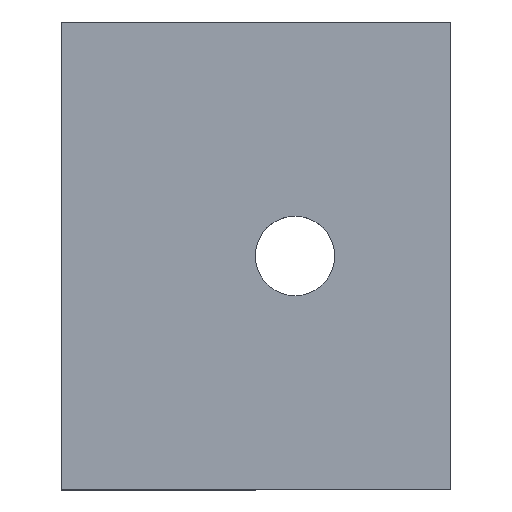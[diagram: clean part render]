
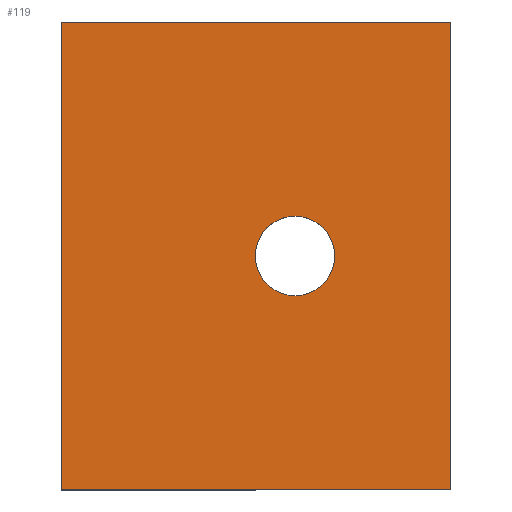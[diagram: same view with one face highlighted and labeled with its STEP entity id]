
A CAD part, top view. The second image highlights one B-rep face of the part: STEP entity #119.
In plain terms, the highlighted planar face has unit normal (0, 0, 1).
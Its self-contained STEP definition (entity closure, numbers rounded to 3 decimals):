
#3 = VECTOR ( 'NONE', #51, 1000. ) ;
#15 = ORIENTED_EDGE ( 'NONE', *, *, #90, .F. ) ;
#32 = DIRECTION ( 'NONE',  ( 0., 1., 0. ) ) ;
#36 = CARTESIAN_POINT ( 'NONE',  ( -25., -30., 10. ) ) ;
#40 = DIRECTION ( 'NONE',  ( -1., 0., 0. ) ) ;
#45 = LINE ( 'NONE', #53, #3 ) ;
#50 = CARTESIAN_POINT ( 'NONE',  ( 25., 30., 10. ) ) ;
#51 = DIRECTION ( 'NONE',  ( 0., 1., 0. ) ) ;
#53 = CARTESIAN_POINT ( 'NONE',  ( 25., -30., 10. ) ) ;
#84 = VERTEX_POINT ( 'NONE', #50 ) ;
#89 = ORIENTED_EDGE ( 'NONE', *, *, #622, .F. ) ;
#90 = EDGE_CURVE ( 'NONE', #128, #193, #240, .T. ) ;
#106 = DIRECTION ( 'NONE',  ( 0., 0., 1. ) ) ;
#108 = CARTESIAN_POINT ( 'NONE',  ( 25., -30., 10. ) ) ;
#110 = CARTESIAN_POINT ( 'NONE',  ( 25., -30., 10. ) ) ;
#117 = CARTESIAN_POINT ( 'NONE',  ( -25., -30., 10. ) ) ;
#119 = ADVANCED_FACE ( 'NONE', ( #194, #356 ), #284, .T. ) ;
#120 = CARTESIAN_POINT ( 'NONE',  ( 10.1, 0., 10. ) ) ;
#128 = VERTEX_POINT ( 'NONE', #110 ) ;
#157 = EDGE_CURVE ( 'NONE', #128, #84, #45, .T. ) ;
#169 = CARTESIAN_POINT ( 'NONE',  ( 25., 30., 10. ) ) ;
#179 = DIRECTION ( 'NONE',  ( 0., 0., 1. ) ) ;
#181 = DIRECTION ( 'NONE',  ( 1., 0., 0. ) ) ;
#183 = VERTEX_POINT ( 'NONE', #800 ) ;
#190 = EDGE_CURVE ( 'NONE', #383, #208, #582, .T. ) ;
#193 = VERTEX_POINT ( 'NONE', #117 ) ;
#194 = FACE_BOUND ( 'NONE', #708, .T. ) ;
#208 = VERTEX_POINT ( 'NONE', #120 ) ;
#233 = CARTESIAN_POINT ( 'NONE',  ( 5., 0., 10. ) ) ;
#240 = LINE ( 'NONE', #108, #681 ) ;
#259 = CARTESIAN_POINT ( 'NONE',  ( -0.1, 0., 10. ) ) ;
#279 = LINE ( 'NONE', #36, #465 ) ;
#284 = PLANE ( 'NONE',  #657 ) ;
#294 = DIRECTION ( 'NONE',  ( 1., 0., 0. ) ) ;
#296 = DIRECTION ( 'NONE',  ( 0., 0., 1. ) ) ;
#356 = FACE_OUTER_BOUND ( 'NONE', #591, .T. ) ;
#383 = VERTEX_POINT ( 'NONE', #259 ) ;
#465 = VECTOR ( 'NONE', #32, 1000. ) ;
#489 = ORIENTED_EDGE ( 'NONE', *, *, #550, .F. ) ;
#516 = CIRCLE ( 'NONE', #606, 5.1 ) ;
#550 = EDGE_CURVE ( 'NONE', #193, #183, #279, .T. ) ;
#558 = DIRECTION ( 'NONE',  ( 1., 0., 0. ) ) ;
#582 = CIRCLE ( 'NONE', #796, 5.1 ) ;
#591 = EDGE_LOOP ( 'NONE', ( #695, #709, #489, #15 ) ) ;
#595 = DIRECTION ( 'NONE',  ( -1., 0., 0. ) ) ;
#606 = AXIS2_PLACEMENT_3D ( 'NONE', #233, #106, #294 ) ;
#622 = EDGE_CURVE ( 'NONE', #208, #383, #516, .T. ) ;
#639 = VECTOR ( 'NONE', #40, 1000. ) ;
#657 = AXIS2_PLACEMENT_3D ( 'NONE', #794, #179, #181 ) ;
#659 = EDGE_CURVE ( 'NONE', #84, #183, #804, .T. ) ;
#681 = VECTOR ( 'NONE', #595, 1000. ) ;
#690 = ORIENTED_EDGE ( 'NONE', *, *, #190, .F. ) ;
#695 = ORIENTED_EDGE ( 'NONE', *, *, #157, .T. ) ;
#708 = EDGE_LOOP ( 'NONE', ( #89, #690 ) ) ;
#709 = ORIENTED_EDGE ( 'NONE', *, *, #659, .T. ) ;
#747 = CARTESIAN_POINT ( 'NONE',  ( 5., 0., 10. ) ) ;
#794 = CARTESIAN_POINT ( 'NONE',  ( 0., 0., 10. ) ) ;
#796 = AXIS2_PLACEMENT_3D ( 'NONE', #747, #296, #558 ) ;
#800 = CARTESIAN_POINT ( 'NONE',  ( -25., 30., 10. ) ) ;
#804 = LINE ( 'NONE', #169, #639 ) ;
